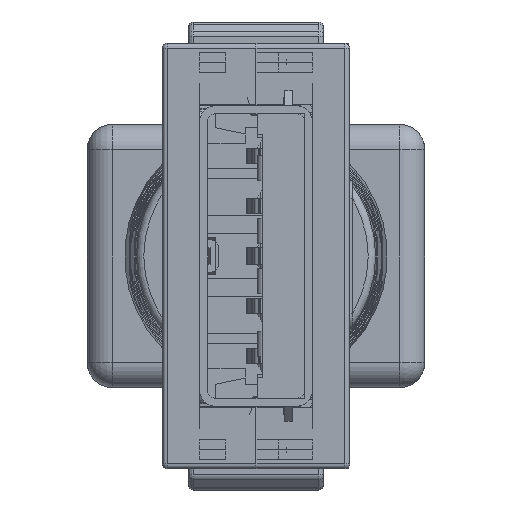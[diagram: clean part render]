
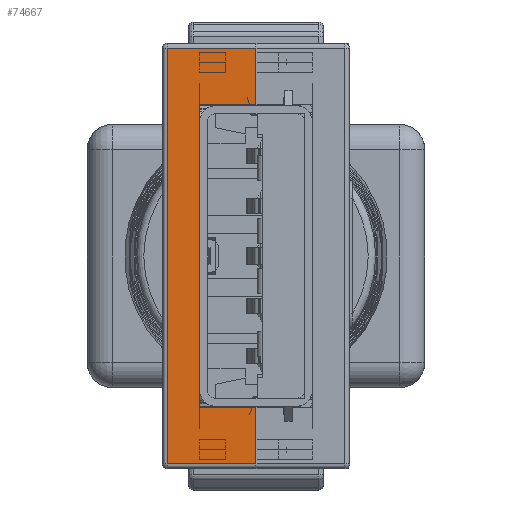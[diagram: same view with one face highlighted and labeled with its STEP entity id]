
A CAD part, left-side view. The second image highlights one B-rep face of the part: STEP entity #74667.
In plain terms, the highlighted planar face has unit normal (-1, 0, 0).
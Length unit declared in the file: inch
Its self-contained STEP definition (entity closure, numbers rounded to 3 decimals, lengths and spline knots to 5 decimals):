
#3269 = ORIENTED_EDGE ( 'NONE', *, *, #39059, .F. ) ;
#12278 = ORIENTED_EDGE ( 'NONE', *, *, #23204, .T. ) ;
#12354 = LINE ( 'NONE', #38827, #70755 ) ;
#12368 = CARTESIAN_POINT ( 'NONE',  ( 0., 0.32677, 0.00787 ) ) ;
#12464 = LINE ( 'NONE', #86254, #51800 ) ;
#13105 = EDGE_CURVE ( 'NONE', #70307, #101983, #12354, .T. ) ;
#13300 = CARTESIAN_POINT ( 'NONE',  ( 0., -0.23819, 0.05906 ) ) ;
#14971 = CARTESIAN_POINT ( 'NONE',  ( 0., -0.23819, 0.05906 ) ) ;
#15604 = CARTESIAN_POINT ( 'NONE',  ( 0., 0.32677, 0.14764 ) ) ;
#16466 = VERTEX_POINT ( 'NONE', #90385 ) ;
#17837 = LINE ( 'NONE', #13300, #58459 ) ;
#20022 = DIRECTION ( 'NONE',  ( 0., 0., 1. ) ) ;
#21468 = DIRECTION ( 'NONE',  ( 0., -1., 0. ) ) ;
#21776 = FACE_OUTER_BOUND ( 'NONE', #49528, .T. ) ;
#23204 = EDGE_CURVE ( 'NONE', #54244, #27126, #102956, .T. ) ;
#26431 = CARTESIAN_POINT ( 'NONE',  ( 0., -0.23819, 0.05906 ) ) ;
#26602 = VERTEX_POINT ( 'NONE', #26431 ) ;
#27126 = VERTEX_POINT ( 'NONE', #72645 ) ;
#28250 = DIRECTION ( 'NONE',  ( 0., -1., 0. ) ) ;
#30786 = EDGE_CURVE ( 'NONE', #26602, #87321, #73233, .T. ) ;
#31315 = CARTESIAN_POINT ( 'NONE',  ( 0., 0.32677, 0.14764 ) ) ;
#32008 = DIRECTION ( 'NONE',  ( 0., 0., 1. ) ) ;
#32427 = ORIENTED_EDGE ( 'NONE', *, *, #104996, .F. ) ;
#32505 = EDGE_CURVE ( 'NONE', #70307, #54244, #55266, .T. ) ;
#38827 = CARTESIAN_POINT ( 'NONE',  ( 0., -0.33465, 0.14764 ) ) ;
#39059 = EDGE_CURVE ( 'NONE', #87321, #16466, #102464, .T. ) ;
#39485 = DIRECTION ( 'NONE',  ( 0., 0., -1. ) ) ;
#44017 = VECTOR ( 'NONE', #45466, 39.37008 ) ;
#45466 = DIRECTION ( 'NONE',  ( 0., -1., 0. ) ) ;
#45812 = VERTEX_POINT ( 'NONE', #78532 ) ;
#49528 = EDGE_LOOP ( 'NONE', ( #93329, #57739, #12278, #54817, #3269, #85898, #32427, #104794 ) ) ;
#49785 = VECTOR ( 'NONE', #93906, 39.37008 ) ;
#51800 = VECTOR ( 'NONE', #20022, 39.37008 ) ;
#54244 = VERTEX_POINT ( 'NONE', #12368 ) ;
#54319 = AXIS2_PLACEMENT_3D ( 'NONE', #76082, #91711, #67228 ) ;
#54817 = ORIENTED_EDGE ( 'NONE', *, *, #99448, .T. ) ;
#55266 = LINE ( 'NONE', #31315, #71735 ) ;
#57410 = LINE ( 'NONE', #94629, #49785 ) ;
#57739 = ORIENTED_EDGE ( 'NONE', *, *, #32505, .T. ) ;
#58459 = VECTOR ( 'NONE', #21468, 39.37008 ) ;
#61430 = CARTESIAN_POINT ( 'NONE',  ( 0., -0.33465, 0.14764 ) ) ;
#65557 = VECTOR ( 'NONE', #32008, 39.37008 ) ;
#66273 = CARTESIAN_POINT ( 'NONE',  ( 0., 0.23819, 0.14764 ) ) ;
#67228 = DIRECTION ( 'NONE',  ( 0., 0., -1. ) ) ;
#70307 = VERTEX_POINT ( 'NONE', #15604 ) ;
#70738 = DIRECTION ( 'NONE',  ( 0., -1., 0. ) ) ;
#70755 = VECTOR ( 'NONE', #70738, 39.37008 ) ;
#71182 = VECTOR ( 'NONE', #28250, 39.37008 ) ;
#71735 = VECTOR ( 'NONE', #39485, 39.37008 ) ;
#72645 = CARTESIAN_POINT ( 'NONE',  ( 0., -0.32677, 0.00787 ) ) ;
#73233 = LINE ( 'NONE', #14971, #65557 ) ;
#74667 = ADVANCED_FACE ( 'NONE', ( #21776 ), #84238, .F. ) ;
#76082 = CARTESIAN_POINT ( 'NONE',  ( 0., -0.33465, 0.14764 ) ) ;
#76830 = CARTESIAN_POINT ( 'NONE',  ( 0., -0.33465, 0.00787 ) ) ;
#78532 = CARTESIAN_POINT ( 'NONE',  ( 0., 0.23819, 0.05906 ) ) ;
#83827 = CARTESIAN_POINT ( 'NONE',  ( 0., -0.23819, 0.14764 ) ) ;
#84238 = PLANE ( 'NONE',  #54319 ) ;
#85898 = ORIENTED_EDGE ( 'NONE', *, *, #30786, .F. ) ;
#86254 = CARTESIAN_POINT ( 'NONE',  ( 0., 0.23819, 0.05906 ) ) ;
#87321 = VERTEX_POINT ( 'NONE', #83827 ) ;
#90044 = EDGE_CURVE ( 'NONE', #45812, #101983, #12464, .T. ) ;
#90385 = CARTESIAN_POINT ( 'NONE',  ( 0., -0.32677, 0.14764 ) ) ;
#91711 = DIRECTION ( 'NONE',  ( 1., 0., 0. ) ) ;
#93329 = ORIENTED_EDGE ( 'NONE', *, *, #13105, .F. ) ;
#93906 = DIRECTION ( 'NONE',  ( 0., 0., 1. ) ) ;
#94629 = CARTESIAN_POINT ( 'NONE',  ( 0., -0.32677, 0.14764 ) ) ;
#99448 = EDGE_CURVE ( 'NONE', #27126, #16466, #57410, .T. ) ;
#101983 = VERTEX_POINT ( 'NONE', #66273 ) ;
#102464 = LINE ( 'NONE', #61430, #44017 ) ;
#102956 = LINE ( 'NONE', #76830, #71182 ) ;
#104794 = ORIENTED_EDGE ( 'NONE', *, *, #90044, .T. ) ;
#104996 = EDGE_CURVE ( 'NONE', #45812, #26602, #17837, .T. ) ;
